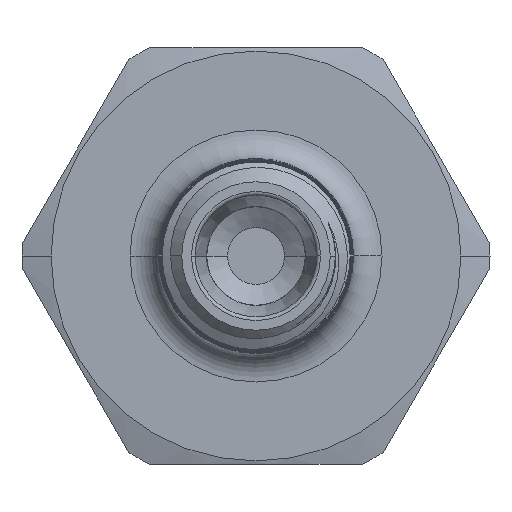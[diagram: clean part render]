
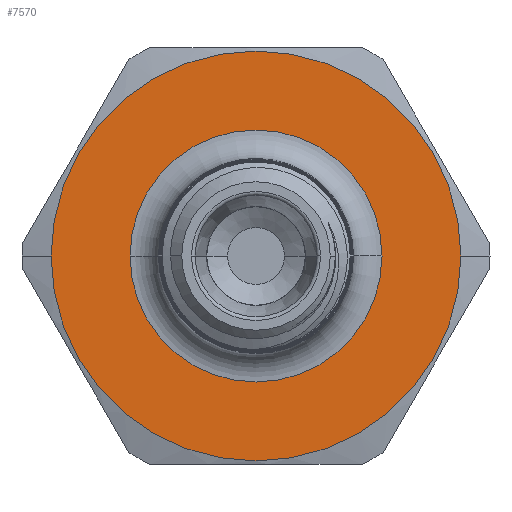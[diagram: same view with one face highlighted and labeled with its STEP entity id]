
A CAD part, front view. The second image highlights one B-rep face of the part: STEP entity #7570.
In plain terms, the highlighted planar face has unit normal (0, -1, 0).
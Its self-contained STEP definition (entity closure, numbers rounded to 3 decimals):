
#689=CARTESIAN_POINT('',(0.,-14.7,0.));
#690=DIRECTION('',(0.,1.,0.));
#691=DIRECTION('',(-1.,0.,0.));
#692=AXIS2_PLACEMENT_3D('',#689,#690,#691);
#694=CARTESIAN_POINT('',(0.,-14.7,0.));
#695=DIRECTION('',(0.,1.,0.));
#696=DIRECTION('',(1.,0.,0.));
#697=AXIS2_PLACEMENT_3D('',#694,#695,#696);
#699=CARTESIAN_POINT('',(0.,-14.7,0.));
#700=DIRECTION('',(0.,1.,0.));
#701=DIRECTION('',(1.,0.,0.));
#702=AXIS2_PLACEMENT_3D('',#699,#700,#701);
#704=CARTESIAN_POINT('',(0.,-14.7,0.));
#705=DIRECTION('',(0.,1.,0.));
#706=DIRECTION('',(-1.,0.,0.));
#707=AXIS2_PLACEMENT_3D('',#704,#705,#706);
#6587=CARTESIAN_POINT('',(-10.815,-14.7,0.));
#6588=CARTESIAN_POINT('',(10.815,-14.7,0.));
#6589=VERTEX_POINT('',#6587);
#6590=VERTEX_POINT('',#6588);
#6679=CARTESIAN_POINT('',(6.65,-14.7,0.));
#6680=CARTESIAN_POINT('',(-6.65,-14.7,0.));
#6681=VERTEX_POINT('',#6679);
#6682=VERTEX_POINT('',#6680);
#7554=CARTESIAN_POINT('',(0.,-14.7,0.));
#7555=DIRECTION('',(0.,-1.,0.));
#7556=DIRECTION('',(-1.,0.,0.));
#7557=AXIS2_PLACEMENT_3D('',#7554,#7555,#7556);
#7558=PLANE('',#7557);
#7560=ORIENTED_EDGE('',*,*,#7559,.T.);
#7561=ORIENTED_EDGE('',*,*,#7532,.T.);
#7562=EDGE_LOOP('',(#7560,#7561));
#7563=FACE_OUTER_BOUND('',#7562,.F.);
#7565=ORIENTED_EDGE('',*,*,#7564,.F.);
#7567=ORIENTED_EDGE('',*,*,#7566,.F.);
#7568=EDGE_LOOP('',(#7565,#7567));
#7569=FACE_BOUND('',#7568,.F.);
#7570=ADVANCED_FACE('',(#7563,#7569),#7558,.T.);
#693=CIRCLE('',#692,10.815);
#698=CIRCLE('',#697,10.815);
#703=CIRCLE('',#702,6.65);
#708=CIRCLE('',#707,6.65);
#7532=EDGE_CURVE('',#6590,#6589,#698,.T.);
#7559=EDGE_CURVE('',#6589,#6590,#693,.T.);
#7564=EDGE_CURVE('',#6681,#6682,#703,.T.);
#7566=EDGE_CURVE('',#6682,#6681,#708,.T.);
